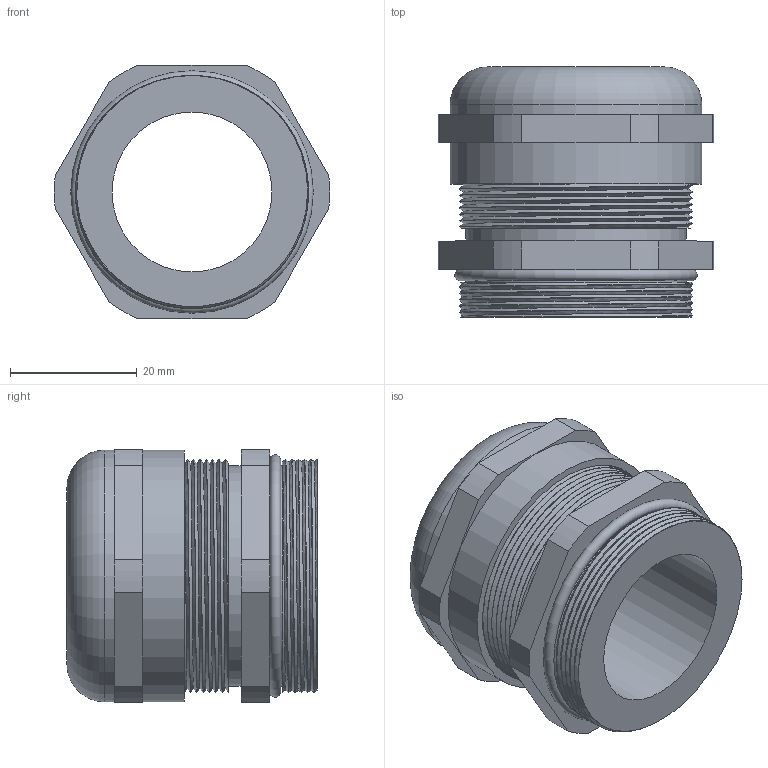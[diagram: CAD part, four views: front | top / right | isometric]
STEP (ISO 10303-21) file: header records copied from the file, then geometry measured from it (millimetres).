
FILE_DESCRIPTION (( 'STEP AP214' ), '1' );
FILE_NAME ('ZP-MC-CG-29M8.STEP', '2011-11-21T12:30:56', ( '.adc' ), ( '' ), 'SwSTEP 2.0', 'SolidWorks 2011', '' );
FILE_SCHEMA (( 'AUTOMOTIVE_DESIGN' ));
Length unit declared in the file: millimetre
Products named in the file (1): ZP-MC-CG-29M8
Bounding box: 43.47 x 39.5 x 40 mm (x, y, z)
Volume: 25968.7 mm3; surface area: 11996.6 mm2
Topology: 2 solids, 2 shells, 52 faces, 124 edges, 81 vertices
Faces by surface type: plane 23, cylinder 22, bspline 5, torus 2
Full cylindrical faces by diameter (mm): 25.25 x1, 34.75 x2, 37.266 x1, 39.75 x2
Entity records: 3696 total; most frequent: CARTESIAN_POINT 2494, DIRECTION 233, ORIENTED_EDGE 232, EDGE_CURVE 116, AXIS2_PLACEMENT_3D 89, VERTEX_POINT 80, EDGE_LOOP 66, FACE_OUTER_BOUND 57
